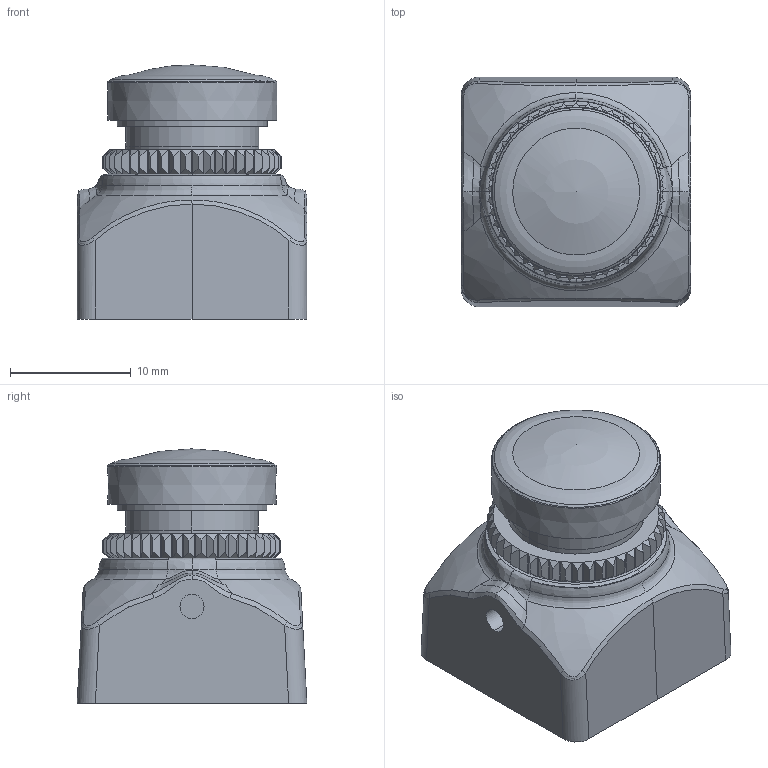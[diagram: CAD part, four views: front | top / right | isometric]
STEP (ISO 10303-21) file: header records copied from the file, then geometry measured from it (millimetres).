
FILE_DESCRIPTION(/* description */ (''),/* implementation_level */ '2;1');
FILE_NAME(/* name */ 'HDZero Micro v2.step',/* time_stamp */ '2023-08-26T15:01:59+01:00',/* author */ (''),/* organization */ (''),/* preprocessor_version */ 'ST-DEVELOPER v20',/* originating_system */ 'Autodesk Translation Framework v12.9.0.99',/* authorisation */ '');
FILE_SCHEMA (('AUTOMOTIVE_DESIGN { 1 0 10303 214 3 1 1 }'));
Length unit declared in the file: millimetre
Products named in the file (1): HDZero Micro v2 STL convert
Bounding box: 19 x 19 x 21.03 mm (x, y, z)
Volume: 4839.1 mm3; surface area: 2168.2 mm2
Topology: 1 solids, 1 shells, 250 faces, 678 edges, 442 vertices
Faces by surface type: plane 120, cylinder 61, bspline 50, cone 8, torus 8, sphere 3
Full cylindrical faces by diameter (mm): 11.34 x1, 12.396 x1
Entity records: 10496 total; most frequent: CARTESIAN_POINT 4929, ORIENTED_EDGE 1346, DIRECTION 975, EDGE_CURVE 673, VERTEX_POINT 442, AXIS2_PLACEMENT_3D 388, EDGE_LOOP 267, FACE_OUTER_BOUND 250
